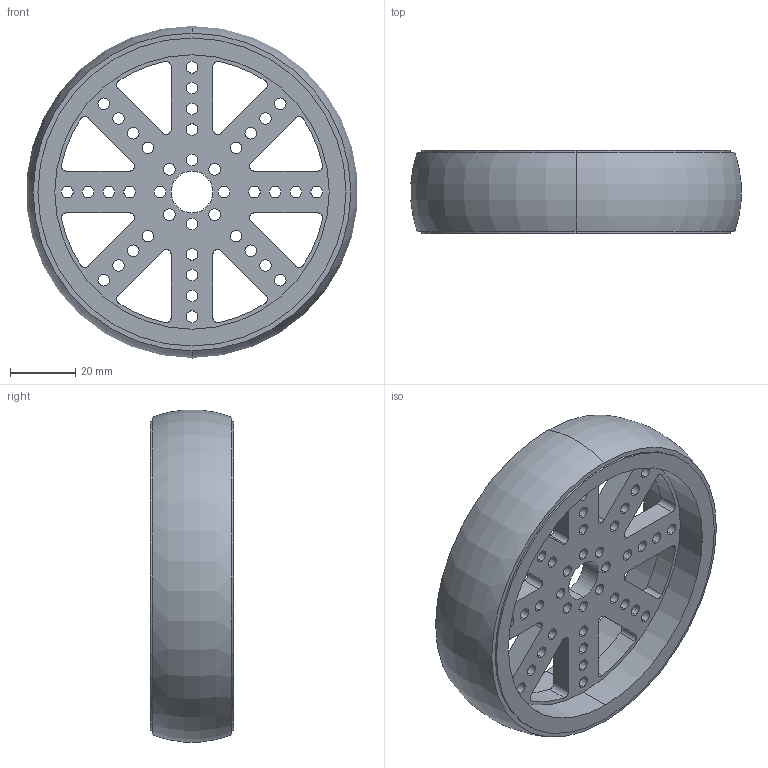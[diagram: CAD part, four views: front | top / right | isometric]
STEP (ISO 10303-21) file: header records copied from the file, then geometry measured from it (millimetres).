
FILE_DESCRIPTION (( 'STEP AP203' ), '1' );
FILE_NAME ('595410 assembly.STEP', '2016-08-23T21:29:06', ( '' ), ( '' ), 'SwSTEP 2.0', 'SolidWorks 2014', '' );
FILE_SCHEMA (( 'CONFIG_CONTROL_DESIGN' ));
Length unit declared in the file: inch
Products named in the file (3): 595410 assembly; 595410 pt1; 595410 pt2
Assembly tree (2 placements, depth 2):
  595410 assembly
    595410 pt1
    595410 pt2
Bounding box: 100.98 x 25.4 x 101.42 mm (x, y, z)
Volume: 78877 mm3; surface area: 45039.1 mm2
Topology: 2 solids, 2 shells, 164 faces, 462 edges, 308 vertices
Faces by surface type: cylinder 136, plane 26, torus 2
Entity records: 5975 total; most frequent: DIRECTION 1078, CARTESIAN_POINT 939, ORIENTED_EDGE 924, EDGE_CURVE 462, AXIS2_PLACEMENT_3D 447, VERTEX_POINT 308, CIRCLE 278, EDGE_LOOP 270
